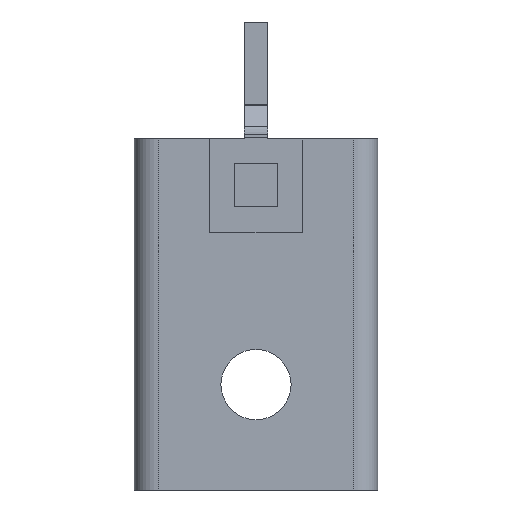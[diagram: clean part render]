
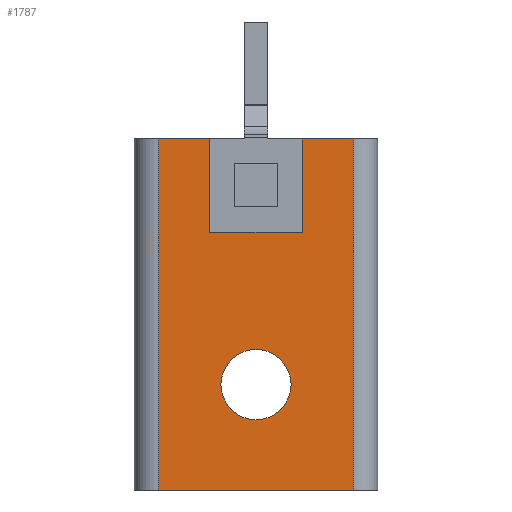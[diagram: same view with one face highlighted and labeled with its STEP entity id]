
A CAD part, front view. The second image highlights one B-rep face of the part: STEP entity #1787.
In plain terms, the highlighted planar face has unit normal (0, -1, 0).
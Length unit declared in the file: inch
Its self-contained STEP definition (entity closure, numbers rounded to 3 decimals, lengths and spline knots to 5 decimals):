
#5 = LINE ( 'NONE', #1711, #1373 ) ;
#25 = CARTESIAN_POINT ( 'NONE',  ( -0.04626, 0., -0.05217 ) ) ;
#44 = DIRECTION ( 'NONE',  ( 0., 0., 1. ) ) ;
#49 = CARTESIAN_POINT ( 'NONE',  ( -0.04626, 0., -0.14469 ) ) ;
#50 = VERTEX_POINT ( 'NONE', #2612 ) ;
#72 = AXIS2_PLACEMENT_3D ( 'NONE', #2587, #2615, #1073 ) ;
#166 = DIRECTION ( 'NONE',  ( -1., 0., 0. ) ) ;
#225 = CARTESIAN_POINT ( 'NONE',  ( 0.04626, 0., -0.05217 ) ) ;
#285 = ORIENTED_EDGE ( 'NONE', *, *, #1082, .T. ) ;
#330 = EDGE_LOOP ( 'NONE', ( #2237, #1245, #2673, #1485 ) ) ;
#397 = EDGE_CURVE ( 'NONE', #1102, #1065, #1467, .T. ) ;
#431 = CIRCLE ( 'NONE', #72, 0.075 ) ;
#433 = VERTEX_POINT ( 'NONE', #49 ) ;
#445 = DIRECTION ( 'NONE',  ( 1., 0., 0. ) ) ;
#457 = EDGE_CURVE ( 'NONE', #1004, #1936, #431, .T. ) ;
#460 = LINE ( 'NONE', #2257, #2102 ) ;
#461 = VERTEX_POINT ( 'NONE', #25 ) ;
#509 = DIRECTION ( 'NONE',  ( 0., 0., -1. ) ) ;
#527 = VERTEX_POINT ( 'NONE', #864 ) ;
#531 = ORIENTED_EDGE ( 'NONE', *, *, #457, .T. ) ;
#536 = AXIS2_PLACEMENT_3D ( 'NONE', #2675, #1581, #509 ) ;
#537 = EDGE_CURVE ( 'NONE', #50, #2671, #661, .T. ) ;
#562 = DIRECTION ( 'NONE',  ( 1., 0., 0. ) ) ;
#582 = ORIENTED_EDGE ( 'NONE', *, *, #2685, .F. ) ;
#624 = AXIS2_PLACEMENT_3D ( 'NONE', #953, #2460, #1792 ) ;
#661 = LINE ( 'NONE', #1494, #2194 ) ;
#663 = EDGE_CURVE ( 'NONE', #2458, #527, #2524, .T. ) ;
#667 = EDGE_CURVE ( 'NONE', #527, #2671, #1890, .T. ) ;
#715 = EDGE_CURVE ( 'NONE', #461, #433, #460, .T. ) ;
#784 = LINE ( 'NONE', #1219, #905 ) ;
#810 = LINE ( 'NONE', #1044, #2787 ) ;
#864 = CARTESIAN_POINT ( 'NONE',  ( 0.20886, 0., -0.75 ) ) ;
#905 = VECTOR ( 'NONE', #166, 39.37008 ) ;
#922 = EDGE_CURVE ( 'NONE', #433, #1102, #810, .T. ) ;
#953 = CARTESIAN_POINT ( 'NONE',  ( 0., 0., -0.5248 ) ) ;
#1004 = VERTEX_POINT ( 'NONE', #1712 ) ;
#1044 = CARTESIAN_POINT ( 'NONE',  ( 0.04626, 0., -0.14469 ) ) ;
#1065 = VERTEX_POINT ( 'NONE', #225 ) ;
#1073 = DIRECTION ( 'NONE',  ( 0., 0., 1. ) ) ;
#1082 = EDGE_CURVE ( 'NONE', #1936, #1004, #1823, .T. ) ;
#1102 = VERTEX_POINT ( 'NONE', #2674 ) ;
#1118 = EDGE_LOOP ( 'NONE', ( #531, #285 ) ) ;
#1123 = PLANE ( 'NONE',  #536 ) ;
#1180 = VECTOR ( 'NONE', #2143, 39.37008 ) ;
#1219 = CARTESIAN_POINT ( 'NONE',  ( -0.04626, 0., -0.05217 ) ) ;
#1245 = ORIENTED_EDGE ( 'NONE', *, *, #2052, .F. ) ;
#1257 = CARTESIAN_POINT ( 'NONE',  ( 0.04626, 0., -0.05217 ) ) ;
#1373 = VECTOR ( 'NONE', #44, 39.37008 ) ;
#1377 = FACE_BOUND ( 'NONE', #1844, .T. ) ;
#1446 = DIRECTION ( 'NONE',  ( 0., 0., 1. ) ) ;
#1467 = LINE ( 'NONE', #1257, #1180 ) ;
#1485 = ORIENTED_EDGE ( 'NONE', *, *, #667, .T. ) ;
#1492 = VECTOR ( 'NONE', #1446, 39.37008 ) ;
#1494 = CARTESIAN_POINT ( 'NONE',  ( -0.26004, 0., 0. ) ) ;
#1581 = DIRECTION ( 'NONE',  ( 0., -1., 0. ) ) ;
#1701 = CARTESIAN_POINT ( 'NONE',  ( -0.26004, 0., -0.75 ) ) ;
#1711 = CARTESIAN_POINT ( 'NONE',  ( -0.20886, 0., -0.75 ) ) ;
#1712 = CARTESIAN_POINT ( 'NONE',  ( 0., 0., -0.4498 ) ) ;
#1787 = ADVANCED_FACE ( 'NONE', ( #2490, #2058, #1377 ), #1123, .T. ) ;
#1792 = DIRECTION ( 'NONE',  ( 0., 0., 1. ) ) ;
#1812 = ORIENTED_EDGE ( 'NONE', *, *, #397, .F. ) ;
#1823 = CIRCLE ( 'NONE', #624, 0.075 ) ;
#1844 = EDGE_LOOP ( 'NONE', ( #2187, #582, #1812, #2096 ) ) ;
#1890 = LINE ( 'NONE', #2095, #1492 ) ;
#1936 = VERTEX_POINT ( 'NONE', #2134 ) ;
#2052 = EDGE_CURVE ( 'NONE', #2458, #50, #5, .T. ) ;
#2058 = FACE_OUTER_BOUND ( 'NONE', #330, .T. ) ;
#2095 = CARTESIAN_POINT ( 'NONE',  ( 0.20886, 0., -0.75 ) ) ;
#2096 = ORIENTED_EDGE ( 'NONE', *, *, #922, .F. ) ;
#2102 = VECTOR ( 'NONE', #2443, 39.37008 ) ;
#2134 = CARTESIAN_POINT ( 'NONE',  ( 0., 0., -0.5998 ) ) ;
#2143 = DIRECTION ( 'NONE',  ( 0., 0., 1. ) ) ;
#2187 = ORIENTED_EDGE ( 'NONE', *, *, #715, .F. ) ;
#2194 = VECTOR ( 'NONE', #445, 39.37008 ) ;
#2237 = ORIENTED_EDGE ( 'NONE', *, *, #537, .F. ) ;
#2256 = CARTESIAN_POINT ( 'NONE',  ( 0.20886, 0., 0. ) ) ;
#2257 = CARTESIAN_POINT ( 'NONE',  ( -0.04626, 0., -0.14469 ) ) ;
#2299 = DIRECTION ( 'NONE',  ( 1., 0., 0. ) ) ;
#2443 = DIRECTION ( 'NONE',  ( 0., 0., -1. ) ) ;
#2458 = VERTEX_POINT ( 'NONE', #2491 ) ;
#2460 = DIRECTION ( 'NONE',  ( 0., 1., 0. ) ) ;
#2490 = FACE_BOUND ( 'NONE', #1118, .T. ) ;
#2491 = CARTESIAN_POINT ( 'NONE',  ( -0.20886, 0., -0.75 ) ) ;
#2524 = LINE ( 'NONE', #1701, #2679 ) ;
#2587 = CARTESIAN_POINT ( 'NONE',  ( 0., 0., -0.5248 ) ) ;
#2612 = CARTESIAN_POINT ( 'NONE',  ( -0.20886, 0., 0. ) ) ;
#2615 = DIRECTION ( 'NONE',  ( 0., 1., 0. ) ) ;
#2671 = VERTEX_POINT ( 'NONE', #2256 ) ;
#2673 = ORIENTED_EDGE ( 'NONE', *, *, #663, .T. ) ;
#2674 = CARTESIAN_POINT ( 'NONE',  ( 0.04626, 0., -0.14469 ) ) ;
#2675 = CARTESIAN_POINT ( 'NONE',  ( -0.26004, 0., -0.75 ) ) ;
#2679 = VECTOR ( 'NONE', #2299, 39.37008 ) ;
#2685 = EDGE_CURVE ( 'NONE', #1065, #461, #784, .T. ) ;
#2787 = VECTOR ( 'NONE', #562, 39.37008 ) ;
